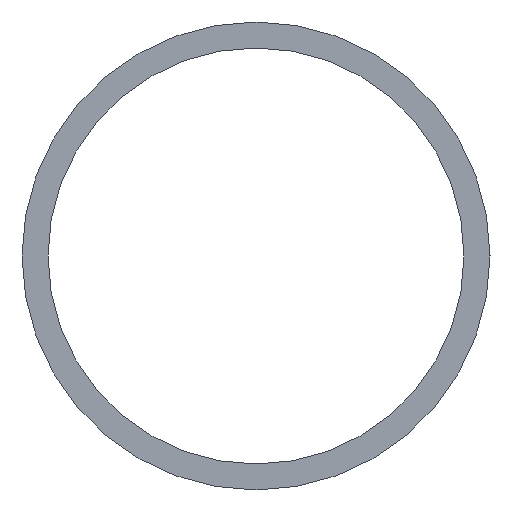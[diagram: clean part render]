
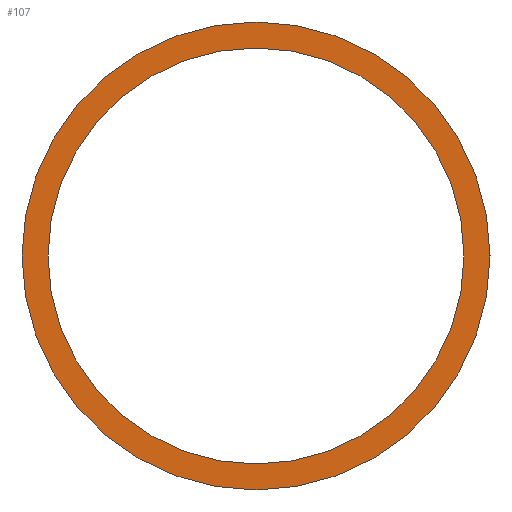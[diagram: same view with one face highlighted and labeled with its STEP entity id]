
A CAD part, left-side view. The second image highlights one B-rep face of the part: STEP entity #107.
In plain terms, the highlighted planar face has unit normal (-1, 0, 0).
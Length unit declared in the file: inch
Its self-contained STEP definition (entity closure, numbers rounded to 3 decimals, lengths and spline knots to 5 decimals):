
#4 = CARTESIAN_POINT ( 'NONE',  ( -30., 0., 0. ) ) ;
#7 = DIRECTION ( 'NONE',  ( 1., 0., 0. ) ) ;
#9 = DIRECTION ( 'NONE',  ( 0., 0., -1. ) ) ;
#23 = EDGE_CURVE ( 'NONE', #154, #81, #65, .T. ) ;
#25 = ORIENTED_EDGE ( 'NONE', *, *, #37, .F. ) ;
#32 = CIRCLE ( 'NONE', #89, 1. ) ;
#37 = EDGE_CURVE ( 'NONE', #81, #154, #172, .T. ) ;
#46 = DIRECTION ( 'NONE',  ( 0., 0., -1. ) ) ;
#47 = DIRECTION ( 'NONE',  ( 1., 0., 0. ) ) ;
#50 = ORIENTED_EDGE ( 'NONE', *, *, #23, .F. ) ;
#51 = DIRECTION ( 'NONE',  ( 1., 0., 0. ) ) ;
#65 = CIRCLE ( 'NONE', #188, 1.125 ) ;
#66 = CARTESIAN_POINT ( 'NONE',  ( -30., 0., 1.125 ) ) ;
#67 = EDGE_LOOP ( 'NONE', ( #223, #176 ) ) ;
#71 = CARTESIAN_POINT ( 'NONE',  ( -30., 0., -1. ) ) ;
#75 = CIRCLE ( 'NONE', #173, 1. ) ;
#80 = EDGE_CURVE ( 'NONE', #142, #207, #75, .T. ) ;
#81 = VERTEX_POINT ( 'NONE', #66 ) ;
#89 = AXIS2_PLACEMENT_3D ( 'NONE', #91, #169, #9 ) ;
#91 = CARTESIAN_POINT ( 'NONE',  ( -30., 0., 0. ) ) ;
#92 = CARTESIAN_POINT ( 'NONE',  ( -30., 0., 0. ) ) ;
#99 = EDGE_LOOP ( 'NONE', ( #25, #50 ) ) ;
#107 = ADVANCED_FACE ( 'NONE', ( #156, #214 ), #110, .F. ) ;
#110 = PLANE ( 'NONE',  #138 ) ;
#128 = DIRECTION ( 'NONE',  ( 1., 0., 0. ) ) ;
#138 = AXIS2_PLACEMENT_3D ( 'NONE', #92, #51, #242 ) ;
#142 = VERTEX_POINT ( 'NONE', #71 ) ;
#143 = AXIS2_PLACEMENT_3D ( 'NONE', #4, #7, #46 ) ;
#148 = DIRECTION ( 'NONE',  ( 0., 0., -1. ) ) ;
#154 = VERTEX_POINT ( 'NONE', #220 ) ;
#155 = EDGE_CURVE ( 'NONE', #207, #142, #32, .T. ) ;
#156 = FACE_BOUND ( 'NONE', #67, .T. ) ;
#169 = DIRECTION ( 'NONE',  ( 1., 0., 0. ) ) ;
#172 = CIRCLE ( 'NONE', #143, 1.125 ) ;
#173 = AXIS2_PLACEMENT_3D ( 'NONE', #175, #47, #148 ) ;
#175 = CARTESIAN_POINT ( 'NONE',  ( -30., 0., 0. ) ) ;
#176 = ORIENTED_EDGE ( 'NONE', *, *, #80, .T. ) ;
#178 = DIRECTION ( 'NONE',  ( 0., 0., -1. ) ) ;
#188 = AXIS2_PLACEMENT_3D ( 'NONE', #192, #128, #178 ) ;
#192 = CARTESIAN_POINT ( 'NONE',  ( -30., 0., 0. ) ) ;
#207 = VERTEX_POINT ( 'NONE', #240 ) ;
#214 = FACE_OUTER_BOUND ( 'NONE', #99, .T. ) ;
#220 = CARTESIAN_POINT ( 'NONE',  ( -30., 0., -1.125 ) ) ;
#223 = ORIENTED_EDGE ( 'NONE', *, *, #155, .T. ) ;
#240 = CARTESIAN_POINT ( 'NONE',  ( -30., 0., 1. ) ) ;
#242 = DIRECTION ( 'NONE',  ( 0., 0., -1. ) ) ;
